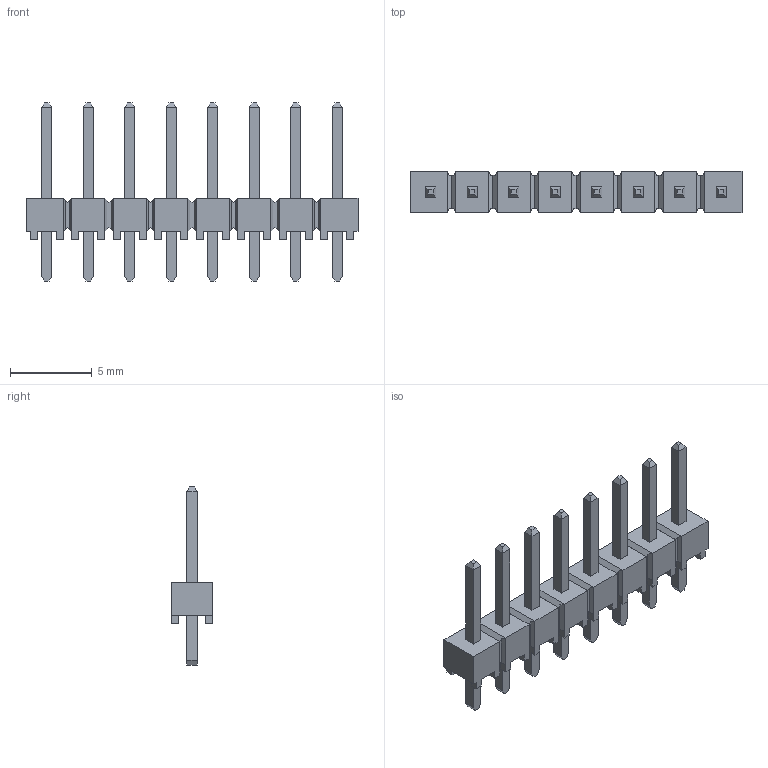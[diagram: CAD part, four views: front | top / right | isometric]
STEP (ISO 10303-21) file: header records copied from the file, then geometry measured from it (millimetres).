
FILE_DESCRIPTION(/* description */ (''),/* implementation_level */ '2;1');
FILE_NAME(/* name */ 'SAMTEC_TSW-108-07-L-S-LL.stp',/* time_stamp */ '2016-12-07T13:30:52+01:00',/* author */ ('riccim'),/* organization */ ('SolidWorks'),/* preprocessor_version */ 'ST-DEVELOPER v15.5',/* originating_system */ 'AutoCAD Mechanical',/* authorisation */ ' ');
FILE_SCHEMA (('AUTOMOTIVE_DESIGN { 1 0 10303 214 3 1 1 }'));
Length unit declared in the file: millimetre
Products named in the file (1): Product
Bounding box: 20.32 x 2.54 x 10.92 mm (x, y, z)
Volume: 130.8 mm3; surface area: 495.7 mm2
Topology: 17 solids, 17 shells, 408 faces, 1006 edges, 632 vertices
Faces by surface type: plane 408
Entity records: 11704 total; most frequent: CARTESIAN_POINT 2047, ORIENTED_EDGE 2012, DIRECTION 1824, LINE 1006, VECTOR 1006, EDGE_CURVE 1006, VERTEX_POINT 632, EDGE_LOOP 424
